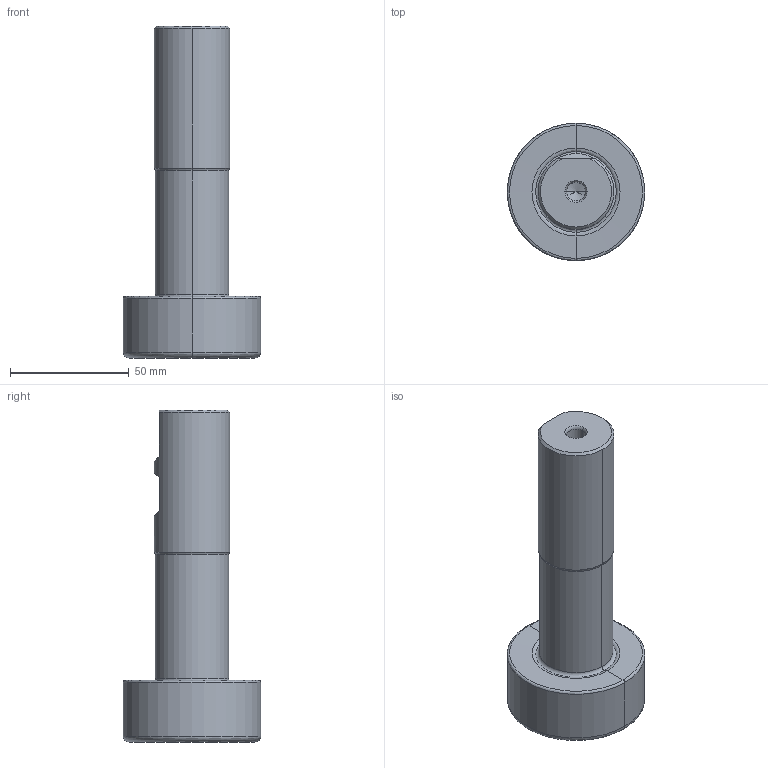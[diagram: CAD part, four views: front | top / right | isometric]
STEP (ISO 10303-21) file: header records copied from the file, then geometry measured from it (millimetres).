
FILE_DESCRIPTION((''),'2;1');
FILE_NAME('15T1P058026W6R00','2018-06-07T',('zimmermann'),(''),'CREO PARAMETRIC BY PTC INC, 2017020','CREO PARAMETRIC BY PTC INC, 2017020','');
FILE_SCHEMA(('AUTOMOTIVE_DESIGN { 1 0 10303 214 1 1 1 1 }'));
Length unit declared in the file: millimetre
Products named in the file (3): NOCUT; CUT; 15T1P058026W6R00
Assembly tree (2 placements, depth 2):
  15T1P058026W6R00
    NOCUT
    CUT
Bounding box: 58 x 58 x 140 mm (x, y, z)
Volume: 187547.4 mm3; surface area: 33832.4 mm2
Topology: 2 solids, 2 shells, 60 faces, 128 edges, 70 vertices
Faces by surface type: cone 17, torus 14, cylinder 12, plane 9, revolution 8
Entity records: 3117 total; most frequent: CARTESIAN_POINT 815, DIRECTION 327, ORIENTED_EDGE 248, AXIS2_PLACEMENT_3D 140, PRESENTATION_STYLE_ASSIGNMENT 138, STYLED_ITEM 138, CURVE_STYLE 136, EDGE_CURVE 124
